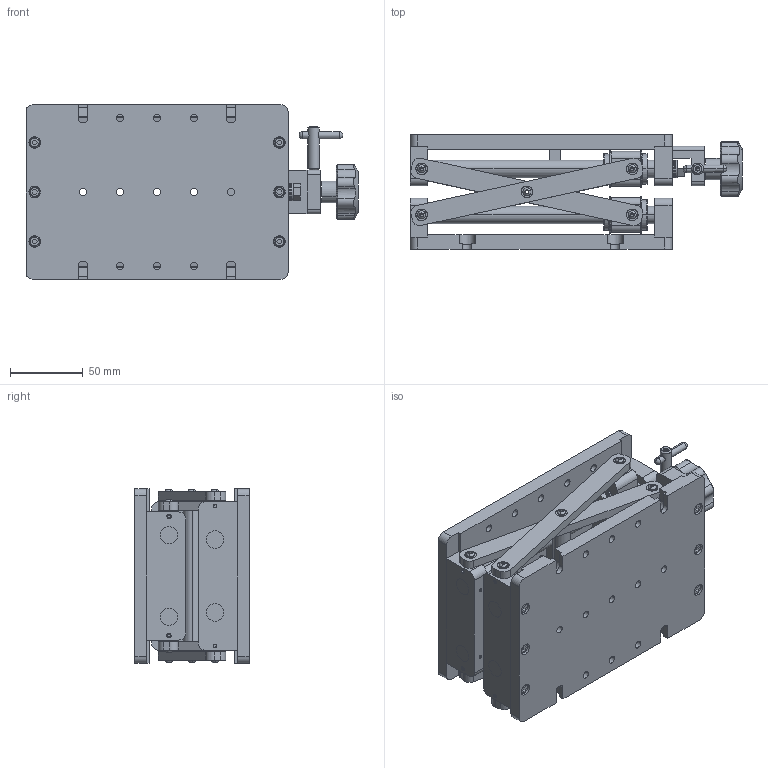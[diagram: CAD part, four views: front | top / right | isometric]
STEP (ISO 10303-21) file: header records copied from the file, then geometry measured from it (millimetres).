
FILE_DESCRIPTION (( 'STEP AP203' ), '1' );
FILE_NAME ('06LJS-2.STEP', '2021-10-19T07:58:54', ( '' ), ( '' ), 'SwSTEP 2.0', 'SolidWorks 2020', '' );
FILE_SCHEMA (( 'CONFIG_CONTROL_DESIGN' ));
Length unit declared in the file: millimetre
Products named in the file (1): 06LJS-2
Bounding box: 228 x 78.61 x 120 mm (x, y, z)
Surface area: 214620.9 mm2 (no closed solid volume)
Topology: 0 solids, 105 shells, 901 faces, 2733 edges, 1931 vertices
Faces by surface type: plane 434, cylinder 312, cone 67, torus 64, sphere 24
Entity records: 31812 total; most frequent: CARTESIAN_POINT 6334, DIRECTION 5695, ORIENTED_EDGE 4490, EDGE_CURVE 2725, AXIS2_PLACEMENT_3D 2120, VERTEX_POINT 1927, VECTOR 1455, LINE 1455
